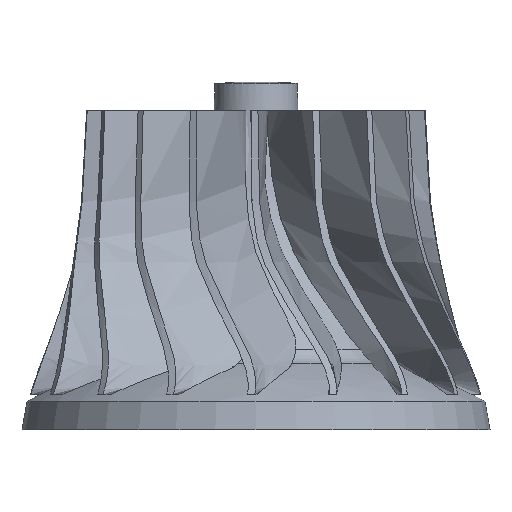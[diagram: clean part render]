
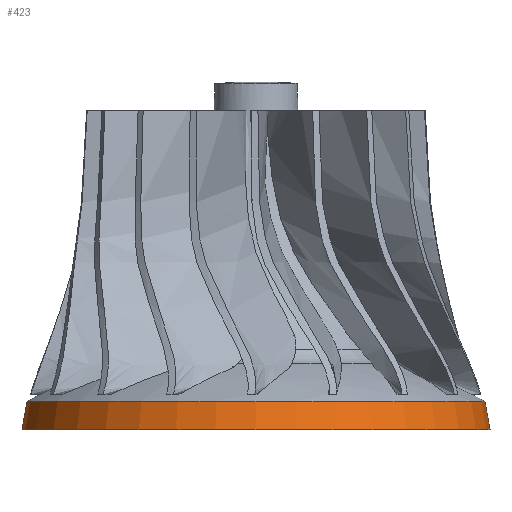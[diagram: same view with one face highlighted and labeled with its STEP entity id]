
A CAD part, front view. The second image highlights one B-rep face of the part: STEP entity #423.
In plain terms, the highlighted conical face has half-angle 10 degrees and reference radius 165 mm.
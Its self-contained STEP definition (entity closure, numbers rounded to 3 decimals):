
#209=CONICAL_SURFACE('',#2213,165.,10.);
#423=ADVANCED_FACE('',(#615,#616),#209,.T.);
#615=FACE_BOUND('',#669,.T.);
#616=FACE_BOUND('',#670,.T.);
#669=EDGE_LOOP('',(#933));
#670=EDGE_LOOP('',(#934));
#800=CIRCLE('',#2196,161.473);
#812=CIRCLE('',#2210,165.);
#933=ORIENTED_EDGE('',*,*,#1702,.T.);
#934=ORIENTED_EDGE('',*,*,#1754,.F.);
#1491=VERTEX_POINT('',#2715);
#1537=VERTEX_POINT('',#3464);
#1702=EDGE_CURVE('',#1491,#1491,#800,.T.);
#1754=EDGE_CURVE('',#1537,#1537,#812,.T.);
#2196=AXIS2_PLACEMENT_3D('',#2714,#2287,#2288);
#2210=AXIS2_PLACEMENT_3D('',#3463,#2315,#2316);
#2213=AXIS2_PLACEMENT_3D('',#3468,#2321,#2322);
#2287=DIRECTION('',(0.,0.,-1.));
#2288=DIRECTION('',(-1.,0.,0.));
#2315=DIRECTION('',(0.,0.,-1.));
#2316=DIRECTION('',(-1.,0.,0.));
#2321=DIRECTION('',(0.,0.,-1.));
#2322=DIRECTION('',(-1.,0.,0.));
#2714=CARTESIAN_POINT('',(0.,0.,-105.));
#2715=CARTESIAN_POINT('',(-161.473,0.,-105.));
#3463=CARTESIAN_POINT('',(0.,0.,-125.));
#3464=CARTESIAN_POINT('',(-165.,0.,-125.));
#3468=CARTESIAN_POINT('',(0.,0.,-125.));
